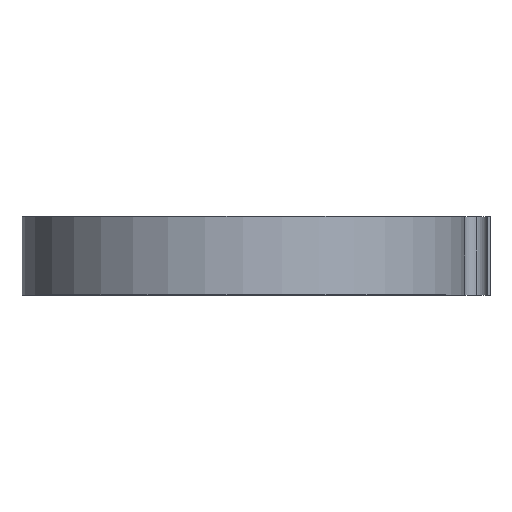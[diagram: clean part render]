
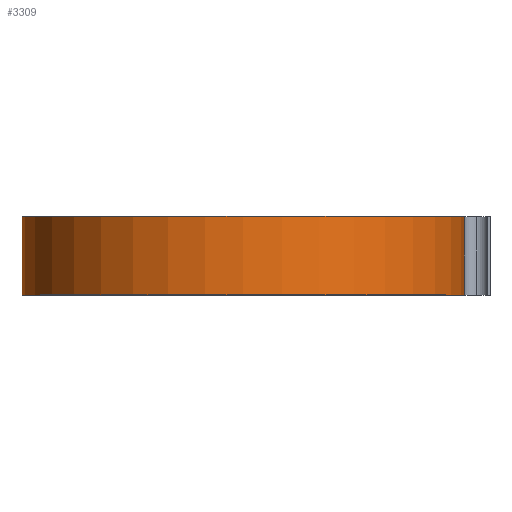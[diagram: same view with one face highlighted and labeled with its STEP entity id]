
A CAD part, top view. The second image highlights one B-rep face of the part: STEP entity #3309.
In plain terms, the highlighted cylindrical face has radius 56.499 mm (diameter 112.998 mm), a partial arc.
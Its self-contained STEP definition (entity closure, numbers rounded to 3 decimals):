
#57 = AXIS2_PLACEMENT_3D ( 'NONE', #2269, #2303, #3907 ) ;
#238 = DIRECTION ( 'NONE',  ( 1., 0., 0. ) ) ;
#289 = CARTESIAN_POINT ( 'NONE',  ( -56.499, 20., 0. ) ) ;
#655 = DIRECTION ( 'NONE',  ( 0., 0., -1. ) ) ;
#945 = LINE ( 'NONE', #2931, #4224 ) ;
#998 = VERTEX_POINT ( 'NONE', #4887 ) ;
#1439 = FACE_OUTER_BOUND ( 'NONE', #4752, .T. ) ;
#1791 = VERTEX_POINT ( 'NONE', #2668 ) ;
#1795 = EDGE_CURVE ( 'NONE', #1791, #4015, #3752, .T. ) ;
#1850 = AXIS2_PLACEMENT_3D ( 'NONE', #4745, #5149, #238 ) ;
#2240 = DIRECTION ( 'NONE',  ( 0., -1., 0. ) ) ;
#2269 = CARTESIAN_POINT ( 'NONE',  ( 0., 20., 0. ) ) ;
#2303 = DIRECTION ( 'NONE',  ( 0., 1., 0. ) ) ;
#2605 = DIRECTION ( 'NONE',  ( 0., -1., 0. ) ) ;
#2668 = CARTESIAN_POINT ( 'NONE',  ( -56.499, 20., 0. ) ) ;
#2684 = LINE ( 'NONE', #289, #3721 ) ;
#2931 = CARTESIAN_POINT ( 'NONE',  ( 56.499, 20., 0. ) ) ;
#3106 = VERTEX_POINT ( 'NONE', #3131 ) ;
#3124 = AXIS2_PLACEMENT_3D ( 'NONE', #4771, #2240, #655 ) ;
#3131 = CARTESIAN_POINT ( 'NONE',  ( 56.499, 0., 0. ) ) ;
#3301 = EDGE_CURVE ( 'NONE', #998, #3106, #5154, .T. ) ;
#3309 = ADVANCED_FACE ( 'NONE', ( #1439 ), #3501, .T. ) ;
#3501 = CYLINDRICAL_SURFACE ( 'NONE', #3124, 56.499 ) ;
#3721 = VECTOR ( 'NONE', #3866, 1000. ) ;
#3752 = CIRCLE ( 'NONE', #57, 56.499 ) ;
#3866 = DIRECTION ( 'NONE',  ( 0., -1., 0. ) ) ;
#3907 = DIRECTION ( 'NONE',  ( 1., 0., 0. ) ) ;
#4015 = VERTEX_POINT ( 'NONE', #4102 ) ;
#4102 = CARTESIAN_POINT ( 'NONE',  ( 56.499, 20., 0. ) ) ;
#4186 = ORIENTED_EDGE ( 'NONE', *, *, #3301, .T. ) ;
#4224 = VECTOR ( 'NONE', #2605, 1000. ) ;
#4255 = ORIENTED_EDGE ( 'NONE', *, *, #4582, .T. ) ;
#4454 = EDGE_CURVE ( 'NONE', #4015, #3106, #945, .T. ) ;
#4582 = EDGE_CURVE ( 'NONE', #1791, #998, #2684, .T. ) ;
#4745 = CARTESIAN_POINT ( 'NONE',  ( 0., 0., 0. ) ) ;
#4752 = EDGE_LOOP ( 'NONE', ( #4186, #4866, #4892, #4255 ) ) ;
#4771 = CARTESIAN_POINT ( 'NONE',  ( 0., 20., 0. ) ) ;
#4866 = ORIENTED_EDGE ( 'NONE', *, *, #4454, .F. ) ;
#4887 = CARTESIAN_POINT ( 'NONE',  ( -56.499, 0., 0. ) ) ;
#4892 = ORIENTED_EDGE ( 'NONE', *, *, #1795, .F. ) ;
#5149 = DIRECTION ( 'NONE',  ( 0., 1., 0. ) ) ;
#5154 = CIRCLE ( 'NONE', #1850, 56.499 ) ;
